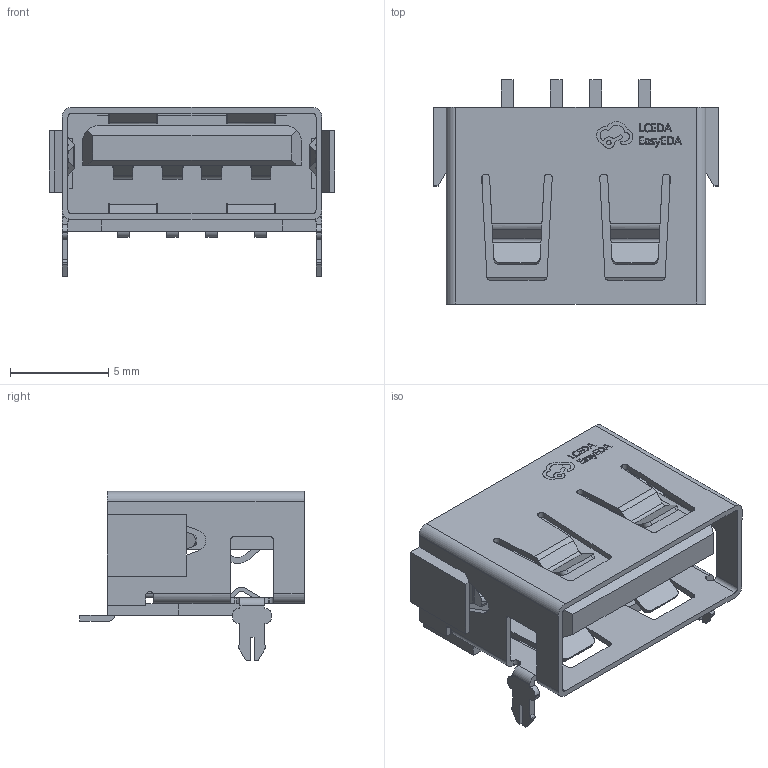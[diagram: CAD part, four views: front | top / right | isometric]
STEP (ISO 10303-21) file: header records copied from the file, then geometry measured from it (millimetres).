
FILE_DESCRIPTION (( 'STEP AP214' ), '1' );
FILE_NAME ('USB-A-TH_10.0QHHTZB6.3.step', '2022-07-15T08:13:56', ( '' ), ( '' ), 'SwSTEP 2.0', 'SolidWorks 2020', '' );
FILE_SCHEMA (( 'AUTOMOTIVE_DESIGN' ));
Length unit declared in the file: millimetre
Products named in the file (1): USB-A-TH_10.0QHHTZB6.3
Bounding box: 14.5 x 11.4 x 8.6 mm (x, y, z)
Volume: 448.8 mm3; surface area: 1420.7 mm2
Topology: 10 solids, 10 shells, 767 faces, 2179 edges, 1450 vertices
Faces by surface type: plane 489, cylinder 166, bspline 112
Entity records: 33932 total; most frequent: CARTESIAN_POINT 6753, ORIENTED_EDGE 4358, DIRECTION 3441, EDGE_CURVE 2179, VECTOR 1613, LINE 1613, VERTEX_POINT 1450, AXIS2_PLACEMENT_3D 914
